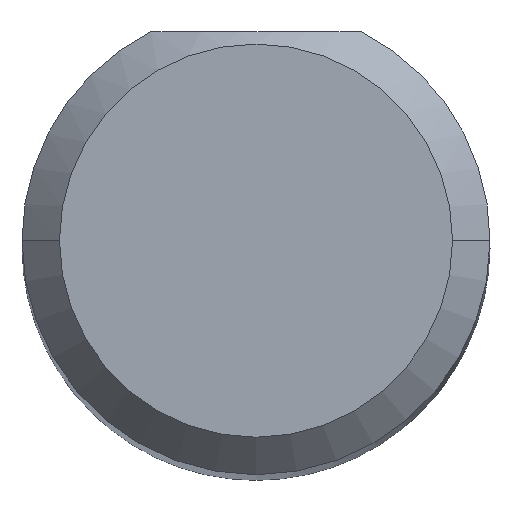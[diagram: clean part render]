
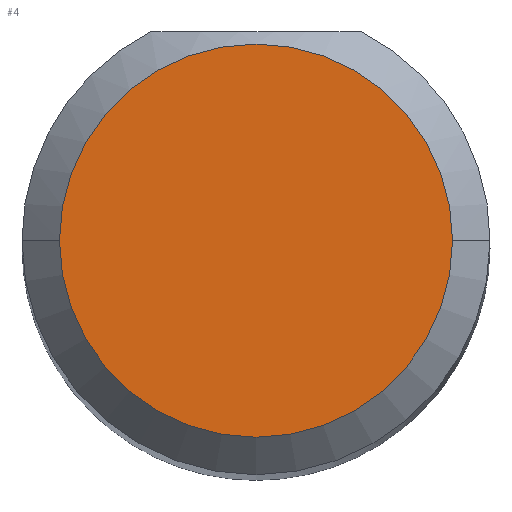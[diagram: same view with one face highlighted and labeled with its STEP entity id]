
A CAD part, top view. The second image highlights one B-rep face of the part: STEP entity #4.
In plain terms, the highlighted planar face has unit normal (0, 0, 1).
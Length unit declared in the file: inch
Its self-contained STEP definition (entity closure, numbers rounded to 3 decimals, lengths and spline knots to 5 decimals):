
#4 = ADVANCED_FACE ( 'NONE', ( #94 ), #434, .T. ) ;
#21 = VERTEX_POINT ( 'NONE', #522 ) ;
#59 = DIRECTION ( 'NONE',  ( 1., 0., 0. ) ) ;
#94 = FACE_OUTER_BOUND ( 'NONE', #125, .T. ) ;
#104 = CIRCLE ( 'NONE', #416, 0.07875 ) ;
#106 = EDGE_CURVE ( 'NONE', #21, #444, #151, .T. ) ;
#125 = EDGE_LOOP ( 'NONE', ( #322, #227 ) ) ;
#151 = CIRCLE ( 'NONE', #480, 0.07875 ) ;
#164 = AXIS2_PLACEMENT_3D ( 'NONE', #468, #269, #59 ) ;
#196 = CARTESIAN_POINT ( 'NONE',  ( 0., 0., 2. ) ) ;
#227 = ORIENTED_EDGE ( 'NONE', *, *, #106, .T. ) ;
#269 = DIRECTION ( 'NONE',  ( 0., 0., 1. ) ) ;
#290 = DIRECTION ( 'NONE',  ( 1., 0., 0. ) ) ;
#322 = ORIENTED_EDGE ( 'NONE', *, *, #335, .T. ) ;
#335 = EDGE_CURVE ( 'NONE', #444, #21, #104, .T. ) ;
#416 = AXIS2_PLACEMENT_3D ( 'NONE', #485, #445, #478 ) ;
#434 = PLANE ( 'NONE',  #164 ) ;
#444 = VERTEX_POINT ( 'NONE', #499 ) ;
#445 = DIRECTION ( 'NONE',  ( 0., 0., 1. ) ) ;
#468 = CARTESIAN_POINT ( 'NONE',  ( 0., 0., 2. ) ) ;
#478 = DIRECTION ( 'NONE',  ( 1., 0., 0. ) ) ;
#480 = AXIS2_PLACEMENT_3D ( 'NONE', #196, #531, #290 ) ;
#485 = CARTESIAN_POINT ( 'NONE',  ( 0., 0., 2. ) ) ;
#499 = CARTESIAN_POINT ( 'NONE',  ( -0.07875, 0., 2. ) ) ;
#522 = CARTESIAN_POINT ( 'NONE',  ( 0.07875, 0., 2. ) ) ;
#531 = DIRECTION ( 'NONE',  ( 0., 0., 1. ) ) ;
